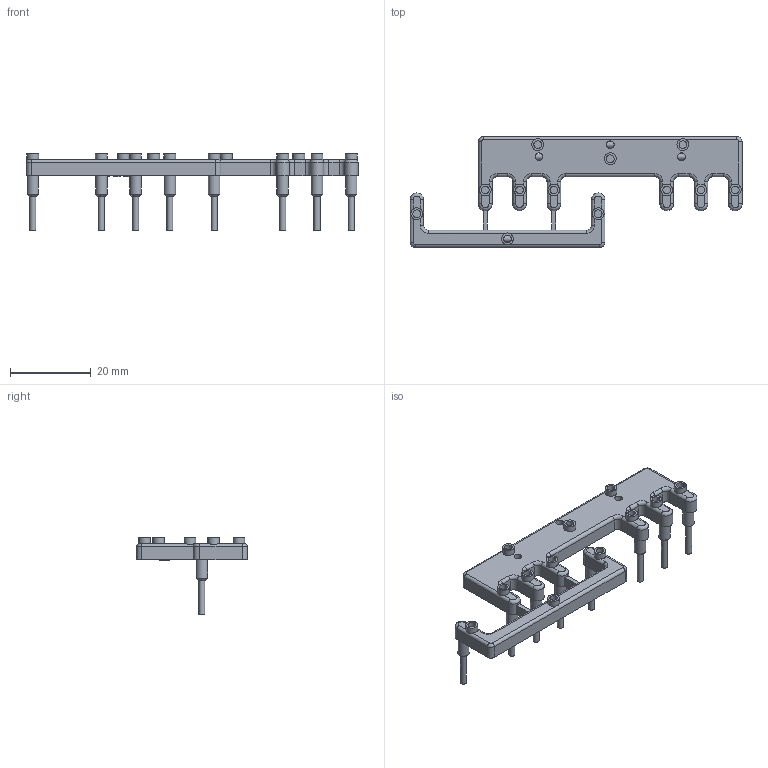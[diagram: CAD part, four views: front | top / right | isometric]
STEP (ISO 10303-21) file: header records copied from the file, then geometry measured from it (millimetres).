
FILE_DESCRIPTION((''),'2;1');
FILE_NAME('12C70078G02.stp','2015-05-22T17:13:44',('rshanor'),(''),'Autodesk Inventor 2013','Autodesk Inventor 2013','');
FILE_SCHEMA(('AUTOMOTIVE_DESIGN { 1 2 10303 214 0 1 1 1 }'));
Length unit declared in the file: inch
Products named in the file (1): 12C70078G02
Bounding box: 82.35 x 27.5 x 18.99 mm (x, y, z)
Volume: 4677.9 mm3; surface area: 4706.7 mm2
Topology: 1 solids, 1 shells, 270 faces, 673 edges, 434 vertices
Faces by surface type: plane 141, cylinder 97, torus 20, cone 8, bspline 4
Full cylindrical faces by diameter (mm): 1.5 x12, 1.9 x17, 2.85 x8, 2.9 x12
Entity records: 8481 total; most frequent: CARTESIAN_POINT 2001, DIRECTION 1318, ORIENTED_EDGE 1162, EDGE_CURVE 581, AXIS2_PLACEMENT_3D 498, VERTEX_POINT 403, EDGE_LOOP 378, VECTOR 322
